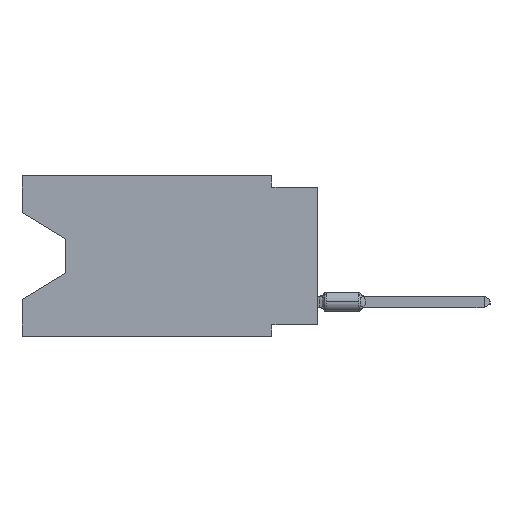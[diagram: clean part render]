
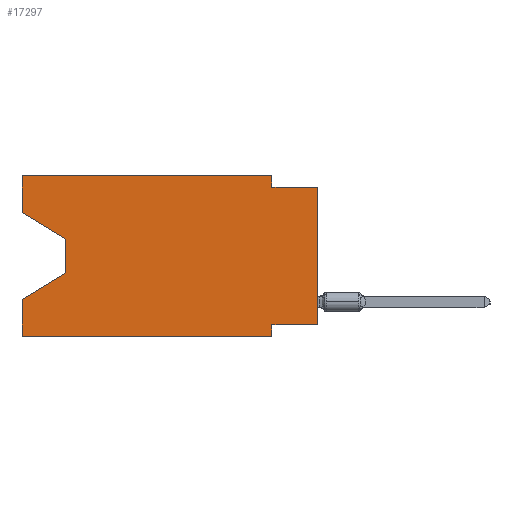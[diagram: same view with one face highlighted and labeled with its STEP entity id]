
A CAD part, left-side view. The second image highlights one B-rep face of the part: STEP entity #17297.
In plain terms, the highlighted planar face has unit normal (-1, 0, 0).
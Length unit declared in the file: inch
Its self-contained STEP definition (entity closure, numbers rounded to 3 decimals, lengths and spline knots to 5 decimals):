
#173 = VECTOR ( 'NONE', #25561, 39.37008 ) ;
#1142 = DIRECTION ( 'NONE',  ( 0., 0., 1. ) ) ;
#1633 = DIRECTION ( 'NONE',  ( 0., 0., 1. ) ) ;
#2387 = EDGE_CURVE ( 'NONE', #14688, #5163, #43104, .T. ) ;
#4397 = EDGE_LOOP ( 'NONE', ( #42734, #33881, #29018, #15199, #41037, #14958, #17865, #7235, #37251, #27472, #13539, #37967 ) ) ;
#5163 = VERTEX_POINT ( 'NONE', #19171 ) ;
#6547 = VECTOR ( 'NONE', #43604, 39.37008 ) ;
#6748 = PLANE ( 'NONE',  #43408 ) ;
#6823 = VECTOR ( 'NONE', #14533, 39.37008 ) ;
#7235 = ORIENTED_EDGE ( 'NONE', *, *, #15211, .T. ) ;
#7763 = LINE ( 'NONE', #33733, #32257 ) ;
#8088 = EDGE_CURVE ( 'NONE', #10648, #27809, #9276, .T. ) ;
#8369 = EDGE_CURVE ( 'NONE', #26116, #24802, #29419, .T. ) ;
#8478 = VECTOR ( 'NONE', #1142, 39.37008 ) ;
#8509 = CARTESIAN_POINT ( 'NONE',  ( 0., 0.1, -0.325 ) ) ;
#9276 = LINE ( 'NONE', #19624, #42504 ) ;
#9883 = CARTESIAN_POINT ( 'NONE',  ( 0., 0.1, 0. ) ) ;
#9969 = CARTESIAN_POINT ( 'NONE',  ( 0., 0.645, 0. ) ) ;
#10648 = VERTEX_POINT ( 'NONE', #27463 ) ;
#10917 = CARTESIAN_POINT ( 'NONE',  ( 0., 0.1, -0.35 ) ) ;
#11101 = CARTESIAN_POINT ( 'NONE',  ( 0., 0.55, -0.138 ) ) ;
#11104 = DIRECTION ( 'NONE',  ( 0., 0., 1. ) ) ;
#11630 = VECTOR ( 'NONE', #44497, 39.37008 ) ;
#12413 = VECTOR ( 'NONE', #1633, 39.37008 ) ;
#12424 = CARTESIAN_POINT ( 'NONE',  ( 0., 0.645, 0. ) ) ;
#13539 = ORIENTED_EDGE ( 'NONE', *, *, #35510, .F. ) ;
#13647 = EDGE_CURVE ( 'NONE', #24802, #5163, #17644, .T. ) ;
#13691 = VERTEX_POINT ( 'NONE', #40490 ) ;
#13909 = VECTOR ( 'NONE', #39460, 39.37008 ) ;
#14278 = CARTESIAN_POINT ( 'NONE',  ( 0., 0., -0.325 ) ) ;
#14441 = VECTOR ( 'NONE', #36383, 39.37008 ) ;
#14533 = DIRECTION ( 'NONE',  ( 0., 0.855, -0.519 ) ) ;
#14677 = EDGE_CURVE ( 'NONE', #35210, #19497, #7763, .T. ) ;
#14688 = VERTEX_POINT ( 'NONE', #30108 ) ;
#14958 = ORIENTED_EDGE ( 'NONE', *, *, #13647, .F. ) ;
#15199 = ORIENTED_EDGE ( 'NONE', *, *, #29959, .F. ) ;
#15211 = EDGE_CURVE ( 'NONE', #26116, #19497, #19904, .T. ) ;
#17297 = ADVANCED_FACE ( 'NONE', ( #28826 ), #6748, .F. ) ;
#17644 = LINE ( 'NONE', #10917, #173 ) ;
#17865 = ORIENTED_EDGE ( 'NONE', *, *, #8369, .F. ) ;
#18075 = CARTESIAN_POINT ( 'NONE',  ( 0., 0.645, 0. ) ) ;
#19171 = CARTESIAN_POINT ( 'NONE',  ( 0., 0.1, -0.35 ) ) ;
#19490 = EDGE_CURVE ( 'NONE', #10648, #24567, #22999, .T. ) ;
#19497 = VERTEX_POINT ( 'NONE', #25292 ) ;
#19624 = CARTESIAN_POINT ( 'NONE',  ( 0., 0.645, -0.08025 ) ) ;
#19904 = LINE ( 'NONE', #42005, #12413 ) ;
#20074 = EDGE_CURVE ( 'NONE', #27809, #13691, #29353, .T. ) ;
#21006 = CARTESIAN_POINT ( 'NONE',  ( 0., 0.645, -0.35 ) ) ;
#21406 = DIRECTION ( 'NONE',  ( 0., 0., -1. ) ) ;
#21747 = CARTESIAN_POINT ( 'NONE',  ( 0., 0.55, -0.212 ) ) ;
#22999 = LINE ( 'NONE', #12424, #8478 ) ;
#23835 = CARTESIAN_POINT ( 'NONE',  ( 0., 0.55, -0.138 ) ) ;
#24087 = CARTESIAN_POINT ( 'NONE',  ( 0., 0.1, -0.025 ) ) ;
#24567 = VERTEX_POINT ( 'NONE', #9969 ) ;
#24759 = EDGE_CURVE ( 'NONE', #13691, #31459, #47480, .T. ) ;
#24778 = CARTESIAN_POINT ( 'NONE',  ( 0., 0.1, 0. ) ) ;
#24802 = VERTEX_POINT ( 'NONE', #8509 ) ;
#25180 = VECTOR ( 'NONE', #11104, 39.37008 ) ;
#25292 = CARTESIAN_POINT ( 'NONE',  ( 0., 0., -0.025 ) ) ;
#25314 = CARTESIAN_POINT ( 'NONE',  ( 0., 0., -0.325 ) ) ;
#25561 = DIRECTION ( 'NONE',  ( 0., 0., -1. ) ) ;
#26116 = VERTEX_POINT ( 'NONE', #25314 ) ;
#27463 = CARTESIAN_POINT ( 'NONE',  ( 0., 0.645, -0.08025 ) ) ;
#27472 = ORIENTED_EDGE ( 'NONE', *, *, #35248, .F. ) ;
#27809 = VERTEX_POINT ( 'NONE', #23835 ) ;
#28826 = FACE_OUTER_BOUND ( 'NONE', #4397, .T. ) ;
#29018 = ORIENTED_EDGE ( 'NONE', *, *, #24759, .T. ) ;
#29353 = LINE ( 'NONE', #11101, #46148 ) ;
#29419 = LINE ( 'NONE', #14278, #6547 ) ;
#29832 = CARTESIAN_POINT ( 'NONE',  ( 0., 0.645, 0. ) ) ;
#29959 = EDGE_CURVE ( 'NONE', #14688, #31459, #47155, .T. ) ;
#30108 = CARTESIAN_POINT ( 'NONE',  ( 0., 0.645, -0.35 ) ) ;
#31459 = VERTEX_POINT ( 'NONE', #31506 ) ;
#31506 = CARTESIAN_POINT ( 'NONE',  ( 0., 0.645, -0.26975 ) ) ;
#32257 = VECTOR ( 'NONE', #34198, 39.37008 ) ;
#33733 = CARTESIAN_POINT ( 'NONE',  ( 0., 0., -0.025 ) ) ;
#33818 = DIRECTION ( 'NONE',  ( 0., -0.855, -0.519 ) ) ;
#33881 = ORIENTED_EDGE ( 'NONE', *, *, #20074, .T. ) ;
#34198 = DIRECTION ( 'NONE',  ( 0., -1., 0. ) ) ;
#35210 = VERTEX_POINT ( 'NONE', #24087 ) ;
#35248 = EDGE_CURVE ( 'NONE', #43798, #35210, #46673, .T. ) ;
#35510 = EDGE_CURVE ( 'NONE', #24567, #43798, #38412, .T. ) ;
#36383 = DIRECTION ( 'NONE',  ( 0., -1., 0. ) ) ;
#37251 = ORIENTED_EDGE ( 'NONE', *, *, #14677, .F. ) ;
#37967 = ORIENTED_EDGE ( 'NONE', *, *, #19490, .F. ) ;
#38412 = LINE ( 'NONE', #29832, #11630 ) ;
#39460 = DIRECTION ( 'NONE',  ( 0., 0., -1. ) ) ;
#40490 = CARTESIAN_POINT ( 'NONE',  ( 0., 0.55, -0.212 ) ) ;
#41037 = ORIENTED_EDGE ( 'NONE', *, *, #2387, .T. ) ;
#42005 = CARTESIAN_POINT ( 'NONE',  ( 0., 0., 0. ) ) ;
#42504 = VECTOR ( 'NONE', #33818, 39.37008 ) ;
#42734 = ORIENTED_EDGE ( 'NONE', *, *, #8088, .T. ) ;
#43104 = LINE ( 'NONE', #21006, #14441 ) ;
#43408 = AXIS2_PLACEMENT_3D ( 'NONE', #47114, #47368, #21406 ) ;
#43604 = DIRECTION ( 'NONE',  ( 0., 1., 0. ) ) ;
#43798 = VERTEX_POINT ( 'NONE', #9883 ) ;
#44266 = DIRECTION ( 'NONE',  ( 0., 0., -1. ) ) ;
#44497 = DIRECTION ( 'NONE',  ( 0., -1., 0. ) ) ;
#46148 = VECTOR ( 'NONE', #44266, 39.37008 ) ;
#46673 = LINE ( 'NONE', #24778, #13909 ) ;
#47114 = CARTESIAN_POINT ( 'NONE',  ( 0., 0.645, 0. ) ) ;
#47155 = LINE ( 'NONE', #18075, #25180 ) ;
#47368 = DIRECTION ( 'NONE',  ( 1., 0., 0. ) ) ;
#47480 = LINE ( 'NONE', #21747, #6823 ) ;
